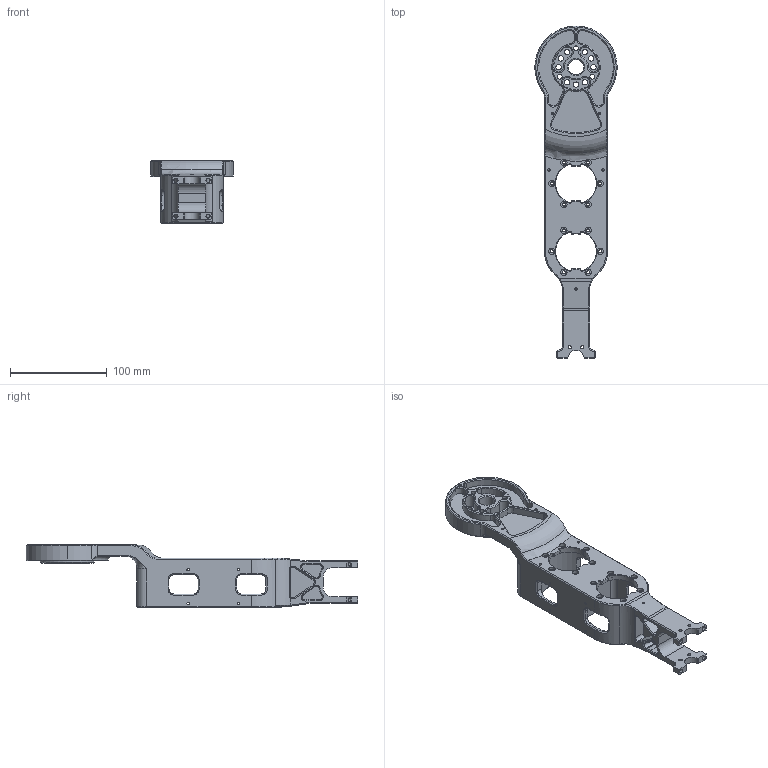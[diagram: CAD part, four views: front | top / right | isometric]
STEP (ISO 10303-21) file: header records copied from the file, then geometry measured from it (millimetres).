
FILE_DESCRIPTION (( 'STEP AP214' ), '1' );
FILE_NAME ('苤虯.STEP', '2025-05-17T15:24:51', ( 'wsy' ), ( '' ), 'SwSTEP 2.0', 'SolidWorks 2020', '' );
FILE_SCHEMA (( 'AUTOMOTIVE_DESIGN' ));
Length unit declared in the file: millimetre
Products named in the file (1): 苤虯
Bounding box: 85 x 342.5 x 65 mm (x, y, z)
Volume: 255922 mm3; surface area: 103971.8 mm2
Topology: 1 solids, 1 shells, 729 faces, 1864 edges, 1128 vertices
Faces by surface type: cylinder 293, plane 213, cone 193, bspline 24, torus 6
Entity records: 26312 total; most frequent: CARTESIAN_POINT 7806, DIRECTION 3885, ORIENTED_EDGE 3684, EDGE_CURVE 1842, AXIS2_PLACEMENT_3D 1476, VERTEX_POINT 1128, VECTOR 933, LINE 933
